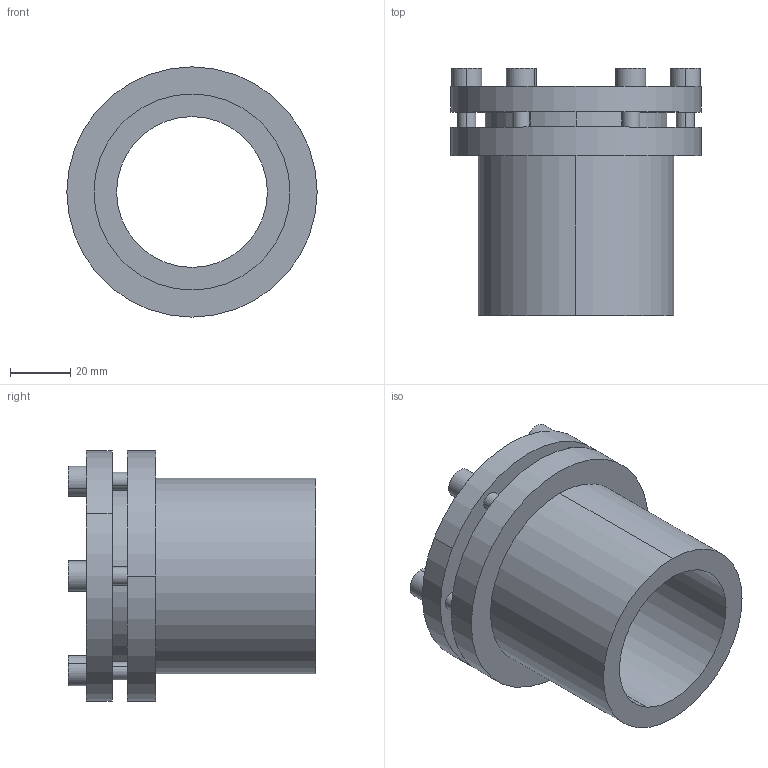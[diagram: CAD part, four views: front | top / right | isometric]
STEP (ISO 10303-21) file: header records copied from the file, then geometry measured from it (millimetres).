
FILE_DESCRIPTION((''),'2;1');
FILE_NAME('C50.stp','2003-07-03T09:36:54',(''),(''),'AutoCAD STEP 2000i','AutoCAD 2000i',', , ');
FILE_SCHEMA(('CONFIG_CONTROL_DESIGN'));
Length unit declared in the file: millimetre
Products named in the file (2): C50; TRYCKBRICKA
Assembly tree (1 placements, depth 2):
  C50
    TRYCKBRICKA
Bounding box: 83 x 82 x 83 mm (x, y, z)
Volume: 139365.6 mm3; surface area: 43100.4 mm2
Topology: 1 solids, 1 shells, 93 faces, 232 edges, 158 vertices
Faces by surface type: plane 55, cylinder 38
Entity records: 2949 total; most frequent: DIRECTION 508, CARTESIAN_POINT 485, ORIENTED_EDGE 464, EDGE_CURVE 232, AXIS2_PLACEMENT_3D 181, VERTEX_POINT 158, VECTOR 146, LINE 146
